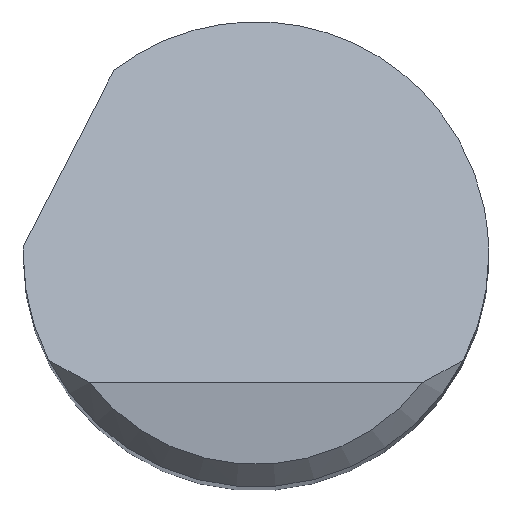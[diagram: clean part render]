
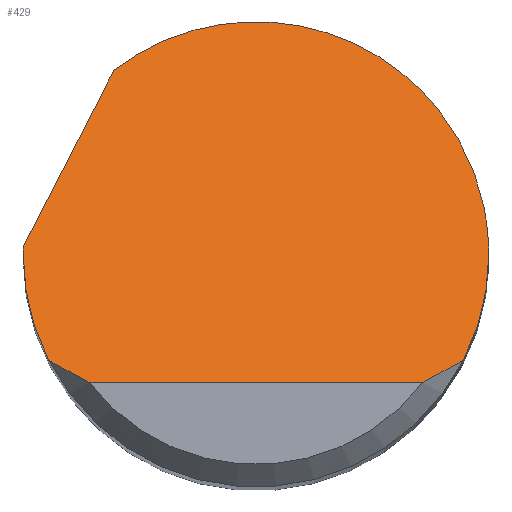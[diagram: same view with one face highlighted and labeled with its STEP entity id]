
A CAD part, top view. The second image highlights one B-rep face of the part: STEP entity #429.
In plain terms, the highlighted planar face has unit normal (0, 0.707, 0.707).
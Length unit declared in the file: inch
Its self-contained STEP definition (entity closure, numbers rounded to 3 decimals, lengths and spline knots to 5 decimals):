
#3 = ORIENTED_EDGE ( 'NONE', *, *, #16, .T. ) ;
#14 = CARTESIAN_POINT ( 'NONE',  ( 0.15625, 0.1488, 2.26495 ) ) ;
#16 = EDGE_CURVE ( 'NONE', #528, #87, #145, .T. ) ;
#19 = CARTESIAN_POINT ( 'NONE',  ( 0.13906, -0.07125, 2.485 ) ) ;
#45 = CARTESIAN_POINT ( 'NONE',  ( -0.15617, 0.005, 2.40875 ) ) ;
#47 = VERTEX_POINT ( 'NONE', #128 ) ;
#49 = CARTESIAN_POINT ( 'NONE',  ( -0.19753, -0.07567, 2.48942 ) ) ;
#52 = DIRECTION ( 'NONE',  ( 0.341, 0.665, -0.665 ) ) ;
#70 = CARTESIAN_POINT ( 'NONE',  ( -0.09521, 0.12389, 2.28986 ) ) ;
#85 = DIRECTION ( 'NONE',  ( 0., -0.707, -0.707 ) ) ;
#87 = VERTEX_POINT ( 'NONE', #602 ) ;
#100 = B_SPLINE_CURVE_WITH_KNOTS ( 'NONE', 3,
 ( #106, #463, #518, #291 ),
 .UNSPECIFIED., .F., .F.,
 ( 4, 4 ),
 ( 0., 0.00088 ),
 .UNSPECIFIED. ) ;
#106 = CARTESIAN_POINT ( 'NONE',  ( -0.13906, -0.07125, 2.485 ) ) ;
#117 = EDGE_CURVE ( 'NONE', #378, #131, #677, .T. ) ;
#122 = CARTESIAN_POINT ( 'NONE',  ( -0.11186, -0.08625, 2.5 ) ) ;
#127 = DIRECTION ( 'NONE',  ( 0., 0.707, -0.707 ) ) ;
#128 = CARTESIAN_POINT ( 'NONE',  ( -0.13906, -0.07125, 2.485 ) ) ;
#129 = CARTESIAN_POINT ( 'NONE',  ( -0.15617, 0.005, 2.40875 ) ) ;
#131 = VERTEX_POINT ( 'NONE', #388 ) ;
#137 = CARTESIAN_POINT ( 'NONE',  ( 0.13906, -0.07125, 2.485 ) ) ;
#138 = PLANE ( 'NONE',  #345 ) ;
#139 = EDGE_CURVE ( 'NONE', #626, #378, #201, .T. ) ;
#140 = CARTESIAN_POINT ( 'NONE',  ( 0.11186, -0.08625, 2.5 ) ) ;
#145 = B_SPLINE_CURVE_WITH_KNOTS ( 'NONE', 3,
 ( #140, #604, #607, #137 ),
 .UNSPECIFIED., .F., .F.,
 ( 4, 4 ),
 ( 0., 0.00088 ),
 .UNSPECIFIED. ) ;
#149 = ORIENTED_EDGE ( 'NONE', *, *, #339, .F. ) ;
#154 = ORIENTED_EDGE ( 'NONE', *, *, #139, .F. ) ;
#172 = CARTESIAN_POINT ( 'NONE',  ( 0.15625, 0., 2.41375 ) ) ;
#175 = CARTESIAN_POINT ( 'NONE',  ( -0.15625, 0., 2.41375 ) ) ;
#181 = CARTESIAN_POINT ( 'NONE',  ( 0.15625, 0., 2.41375 ) ) ;
#199 = CARTESIAN_POINT ( 'NONE',  ( 0.11186, -0.08625, 2.5 ) ) ;
#201 =( BOUNDED_CURVE ( )  B_SPLINE_CURVE ( 3, ( #670, #401, #722, #45 ),
 .UNSPECIFIED., .F., .T. ) 
 B_SPLINE_CURVE_WITH_KNOTS ( ( 4, 4 ),
 ( 4.71239, 4.74439 ),
 .UNSPECIFIED. ) 
 CURVE ( )  GEOMETRIC_REPRESENTATION_ITEM ( )  RATIONAL_B_SPLINE_CURVE ( ( 1., 1., 1., 1. ) ) 
 REPRESENTATION_ITEM ( '' )  );
#229 = EDGE_LOOP ( 'NONE', ( #292, #3, #478, #149, #399, #154, #277, #297 ) ) ;
#252 = EDGE_CURVE ( 'NONE', #47, #626, #738, .T. ) ;
#264 = VERTEX_POINT ( 'NONE', #172 ) ;
#277 = ORIENTED_EDGE ( 'NONE', *, *, #252, .F. ) ;
#291 = CARTESIAN_POINT ( 'NONE',  ( -0.11186, -0.08625, 2.5 ) ) ;
#292 = ORIENTED_EDGE ( 'NONE', *, *, #600, .T. ) ;
#297 = ORIENTED_EDGE ( 'NONE', *, *, #306, .T. ) ;
#301 = CARTESIAN_POINT ( 'NONE',  ( 0.02277, 0.21456, 2.19919 ) ) ;
#306 = EDGE_CURVE ( 'NONE', #47, #671, #100, .T. ) ;
#330 = VECTOR ( 'NONE', #52, 39.37008 ) ;
#339 = EDGE_CURVE ( 'NONE', #131, #264, #410, .T. ) ;
#345 = AXIS2_PLACEMENT_3D ( 'NONE', #383, #85, #127 ) ;
#378 = VERTEX_POINT ( 'NONE', #129 ) ;
#383 = CARTESIAN_POINT ( 'NONE',  ( -0.15625, -0.08625, 2.5 ) ) ;
#388 = CARTESIAN_POINT ( 'NONE',  ( -0.09521, 0.12389, 2.28986 ) ) ;
#399 = ORIENTED_EDGE ( 'NONE', *, *, #117, .F. ) ;
#401 = CARTESIAN_POINT ( 'NONE',  ( -0.15625, 0.00167, 2.41208 ) ) ;
#410 =( BOUNDED_CURVE ( )  B_SPLINE_CURVE ( 3, ( #70, #301, #14, #680 ),
 .UNSPECIFIED., .F., .T. ) 
 B_SPLINE_CURVE_WITH_KNOTS ( ( 4, 4 ),
 ( 5.62792, 7.85398 ),
 .UNSPECIFIED. ) 
 CURVE ( )  GEOMETRIC_REPRESENTATION_ITEM ( )  RATIONAL_B_SPLINE_CURVE ( ( 1., 0.628, 0.628, 1. ) ) 
 REPRESENTATION_ITEM ( '' )  );
#417 =( BOUNDED_CURVE ( )  B_SPLINE_CURVE ( 3, ( #181, #592, #658, #19 ),
 .UNSPECIFIED., .F., .T. ) 
 B_SPLINE_CURVE_WITH_KNOTS ( ( 4, 4 ),
 ( 1.5708, 2.04429 ),
 .UNSPECIFIED. ) 
 CURVE ( )  GEOMETRIC_REPRESENTATION_ITEM ( )  RATIONAL_B_SPLINE_CURVE ( ( 1., 0.981, 0.981, 1. ) ) 
 REPRESENTATION_ITEM ( '' )  );
#422 = CARTESIAN_POINT ( 'NONE',  ( -0.13906, -0.07125, 2.485 ) ) ;
#429 = ADVANCED_FACE ( 'NONE', ( #597 ), #138, .F. ) ;
#443 = VECTOR ( 'NONE', #737, 39.37008 ) ;
#463 = CARTESIAN_POINT ( 'NONE',  ( -0.13035, -0.07657, 2.49032 ) ) ;
#465 = CARTESIAN_POINT ( 'NONE',  ( 0., -0.08625, 2.5 ) ) ;
#477 = CARTESIAN_POINT ( 'NONE',  ( -0.15041, -0.04909, 2.46284 ) ) ;
#478 = ORIENTED_EDGE ( 'NONE', *, *, #725, .F. ) ;
#518 = CARTESIAN_POINT ( 'NONE',  ( -0.12131, -0.0816, 2.49535 ) ) ;
#528 = VERTEX_POINT ( 'NONE', #199 ) ;
#587 = LINE ( 'NONE', #465, #443 ) ;
#592 = CARTESIAN_POINT ( 'NONE',  ( 0.15625, -0.02489, 2.43864 ) ) ;
#597 = FACE_OUTER_BOUND ( 'NONE', #229, .T. ) ;
#600 = EDGE_CURVE ( 'NONE', #671, #528, #587, .T. ) ;
#602 = CARTESIAN_POINT ( 'NONE',  ( 0.13906, -0.07125, 2.485 ) ) ;
#604 = CARTESIAN_POINT ( 'NONE',  ( 0.12131, -0.0816, 2.49535 ) ) ;
#607 = CARTESIAN_POINT ( 'NONE',  ( 0.13035, -0.07657, 2.49032 ) ) ;
#626 = VERTEX_POINT ( 'NONE', #175 ) ;
#628 = CARTESIAN_POINT ( 'NONE',  ( -0.15625, 0., 2.41375 ) ) ;
#644 = CARTESIAN_POINT ( 'NONE',  ( -0.15625, -0.02489, 2.43864 ) ) ;
#658 = CARTESIAN_POINT ( 'NONE',  ( 0.15041, -0.04909, 2.46284 ) ) ;
#670 = CARTESIAN_POINT ( 'NONE',  ( -0.15625, 0., 2.41375 ) ) ;
#671 = VERTEX_POINT ( 'NONE', #122 ) ;
#677 = LINE ( 'NONE', #49, #330 ) ;
#680 = CARTESIAN_POINT ( 'NONE',  ( 0.15625, 0., 2.41375 ) ) ;
#722 = CARTESIAN_POINT ( 'NONE',  ( -0.15622, 0.00333, 2.41042 ) ) ;
#725 = EDGE_CURVE ( 'NONE', #264, #87, #417, .T. ) ;
#737 = DIRECTION ( 'NONE',  ( 1., 0., 0. ) ) ;
#738 =( BOUNDED_CURVE ( )  B_SPLINE_CURVE ( 3, ( #422, #477, #644, #628 ),
 .UNSPECIFIED., .F., .T. ) 
 B_SPLINE_CURVE_WITH_KNOTS ( ( 4, 4 ),
 ( 4.23889, 4.71239 ),
 .UNSPECIFIED. ) 
 CURVE ( )  GEOMETRIC_REPRESENTATION_ITEM ( )  RATIONAL_B_SPLINE_CURVE ( ( 1., 0.981, 0.981, 1. ) ) 
 REPRESENTATION_ITEM ( '' )  );
